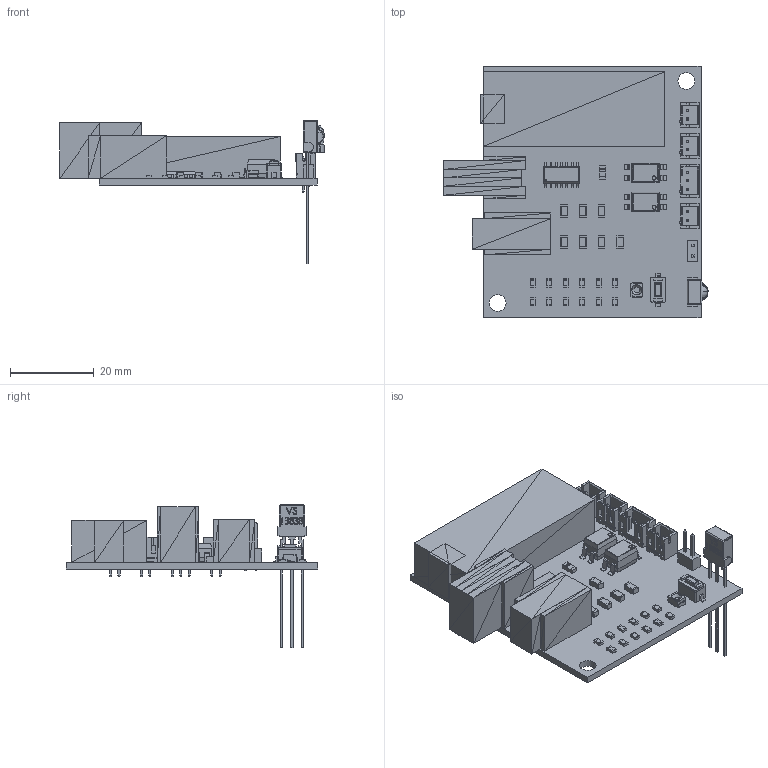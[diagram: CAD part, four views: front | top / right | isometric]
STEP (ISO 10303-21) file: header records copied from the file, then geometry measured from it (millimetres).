
FILE_DESCRIPTION(('for SolidWorks'),'2;1');
FILE_NAME('audio_detector_mk9.step','2022-08-17T13:43:18',('konrad'),(''), 'Open CASCADE STEP processor 6.6','DipTrace','Unknown');
FILE_SCHEMA(('AUTOMOTIVE_DESIGN { 1 0 10303 214 1 1 1 1 }'));
Length unit declared in the file: millimetre
Products named in the file (16): PCB_audio_detector_mk9; Board_audio_detector_mk9; CAP_1206_N; dio_1206; VS1383B; aa3528; Tactile_Switch_SMD; RES_0805_N; B2B-PH-K-S; 90131-0121; B3B-PH-K-S; soic-14_150mil; TV-817S-A; ARDUINO_NANO; Unitra_3.5mm_Audio_Jack; RCJ-041
Assembly tree (35 placements, depth 2):
  PCB_audio_detector_mk9
    Board_audio_detector_mk9
    CAP_1206_N  x7
    dio_1206
    VS1383B
    aa3528
    Tactile_Switch_SMD
    RES_0805_N  x12
    B2B-PH-K-S  x3
    90131-0121
    B3B-PH-K-S
    soic-14_150mil
    TV-817S-A  x2
    ARDUINO_NANO
    Unitra_3.5mm_Audio_Jack
    RCJ-041
Bounding box: 63.02 x 60 x 34.2 mm (x, y, z)
Volume: 5883.7 mm3; surface area: 14607.3 mm2
Topology: 80 solids, 202 shells, 2308 faces, 5699 edges, 3583 vertices
Faces by surface type: plane 1375, cylinder 510, bspline 255, sphere 164, cone 2, torus 2
Full cylindrical faces by diameter (mm): 0.5 x1, 0.92 x4, 4 x2
Entity records: 56592 total; most frequent: CARTESIAN_POINT 20231, ORIENTED_EDGE 6236, DIRECTION 5042, EDGE_CURVE 3271, LINE 2402, VECTOR 2402, VERTEX_POINT 2224, FACE_BOUND 1351
